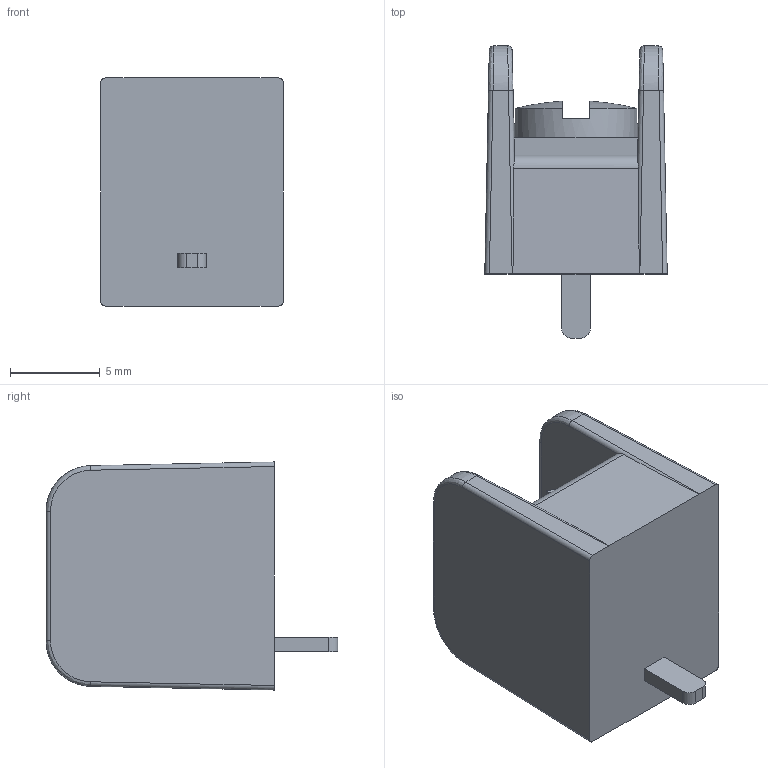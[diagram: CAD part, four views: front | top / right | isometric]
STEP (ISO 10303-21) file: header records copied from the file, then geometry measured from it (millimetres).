
FILE_DESCRIPTION((''),'2;1');
FILE_NAME('387006301','2014-12-31T',('me'),(''),'PRO/ENGINEER BY PARAMETRIC TECHNOLOGY CORPORATION, 2011490','PRO/ENGINEER BY PARAMETRIC TECHNOLOGY CORPORATION, 2011490','');
FILE_SCHEMA(('CONFIG_CONTROL_DESIGN'));
Length unit declared in the file: inch
Products named in the file (1): 387006301
Bounding box: 10.16 x 16.26 x 12.7 mm (x, y, z)
Volume: 1147.2 mm3; surface area: 910.5 mm2
Topology: 1 solids, 1 shells, 66 faces, 169 edges, 108 vertices
Faces by surface type: plane 32, cylinder 22, bspline 8, sphere 4
Entity records: 2901 total; most frequent: CARTESIAN_POINT 1318, ORIENTED_EDGE 332, DIRECTION 297, EDGE_CURVE 166, VERTEX_POINT 104, AXIS2_PLACEMENT_3D 101, VECTOR 95, LINE 95
